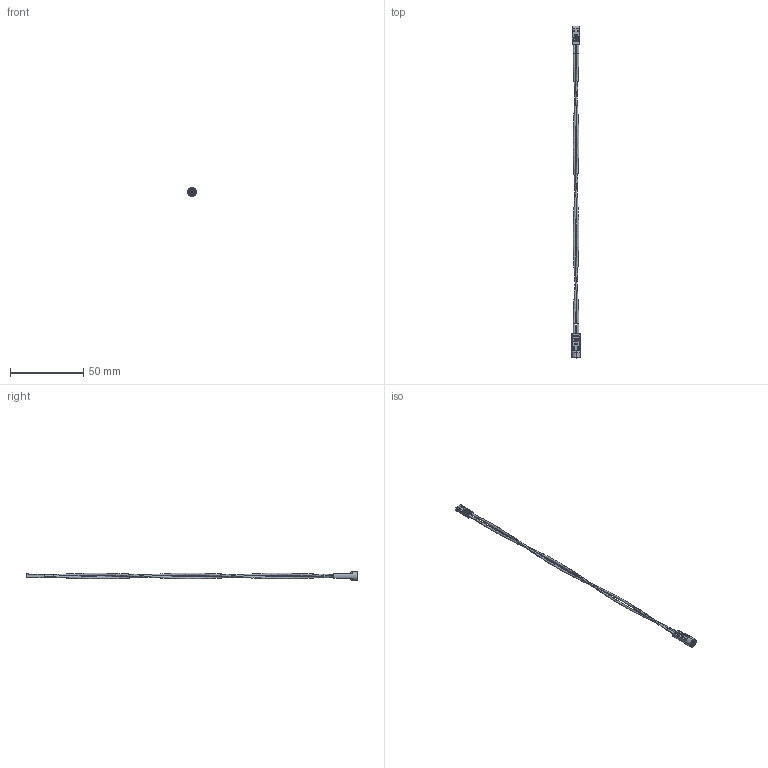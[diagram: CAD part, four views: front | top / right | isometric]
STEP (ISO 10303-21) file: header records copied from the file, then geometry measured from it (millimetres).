
FILE_DESCRIPTION (( 'STEP AP214' ), '1' );
FILE_NAME ('CNX B E 4 1 XX.STEP', '2018-04-02T21:25:24', ( 'user' ), ( 'Microsoft' ), 'SwSTEP 2.0', 'SolidWorks 2016', '' );
FILE_SCHEMA (( 'AUTOMOTIVE_DESIGN' ));
Length unit declared in the file: inch
Products named in the file (5): 450 001 Rev003_Crimped; 450 302_450 302; 22 AWG; 450 120; CNX B E 4 1 XX
Assembly tree (7 placements, depth 2):
  CNX B E 4 1 XX
    450 120
    22 AWG
    450 302_450 302
    450 001 Rev003_Crimped  x4
Bounding box: 6.1 x 226.34 x 6.1 mm (x, y, z)
Volume: 929.7 mm3; surface area: 3193.3 mm2
Topology: 16 solids, 16 shells, 1178 faces, 2996 edges, 1867 vertices
Faces by surface type: plane 790, cylinder 199, bspline 162, cone 12, sphere 8, torus 7
Entity records: 25815 total; most frequent: CARTESIAN_POINT 11442, ORIENTED_EDGE 3074, DIRECTION 2464, EDGE_CURVE 1537, VECTOR 1076, LINE 1076, VERTEX_POINT 982, AXIS2_PLACEMENT_3D 694
